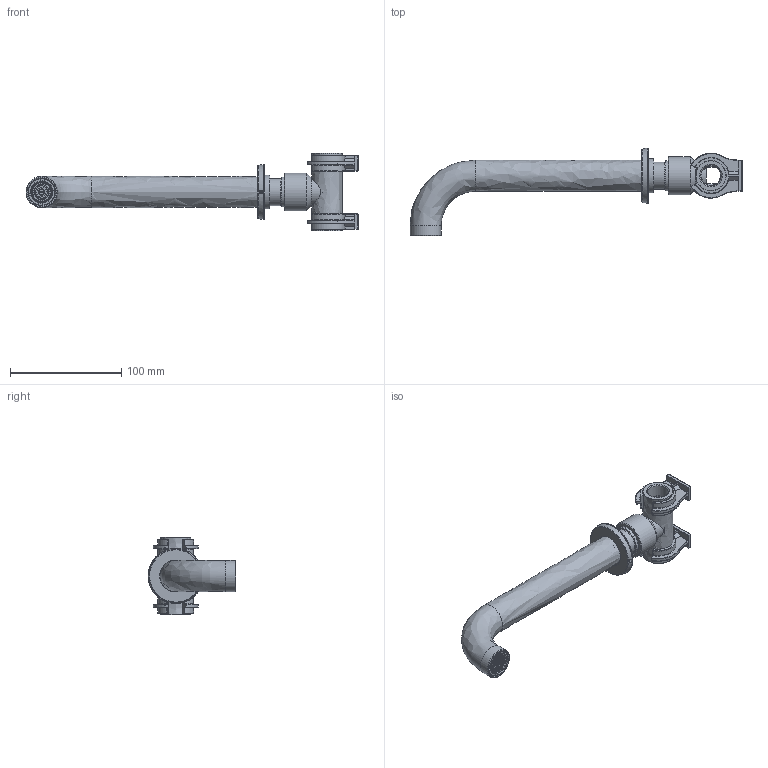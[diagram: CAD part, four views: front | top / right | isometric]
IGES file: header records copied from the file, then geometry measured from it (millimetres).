
Global section: file name: T2046; native system: Autodesk Inventor 2020; preprocessor: unknown; author: adaniels; date: 20221207.084803; units: millimetre
Bounding box: 298.41 x 78.75 x 70 mm (x, y, z)
Volume: 126045.3 mm3; surface area: 92766.9 mm2
Topology: 13 solids, 16 shells, 1366 faces, 3800 edges, 2409 vertices
Faces by surface type: bspline 1366
